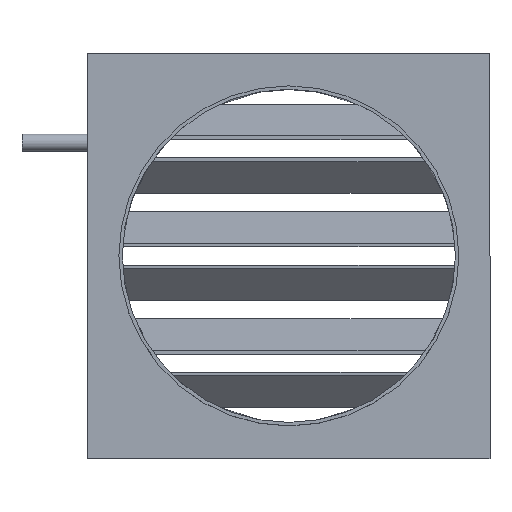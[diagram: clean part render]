
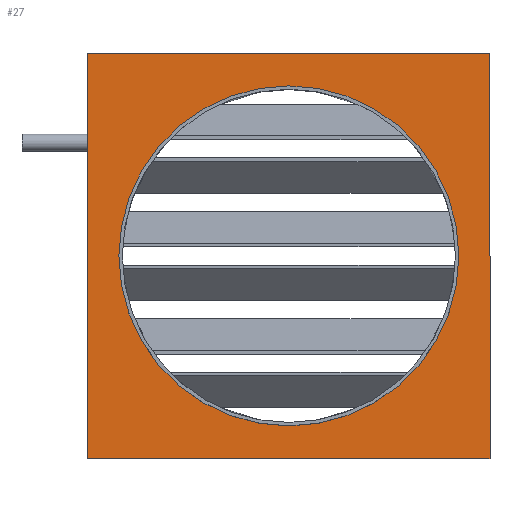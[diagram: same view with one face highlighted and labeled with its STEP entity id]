
A CAD part, top view. The second image highlights one B-rep face of the part: STEP entity #27.
In plain terms, the highlighted planar face has unit normal (0, 0, 1).
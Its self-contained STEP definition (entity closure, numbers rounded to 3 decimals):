
#5 = CARTESIAN_POINT ( 'NONE',  ( -150., 0., 34.5 ) ) ;
#27 = ADVANCED_FACE ( 'NONE', ( #205, #1328 ), #988, .T. ) ;
#31 = LINE ( 'NONE', #684, #280 ) ;
#44 = ORIENTED_EDGE ( 'NONE', *, *, #909, .T. ) ;
#139 = EDGE_CURVE ( 'NONE', #1038, #830, #1211, .T. ) ;
#146 = CARTESIAN_POINT ( 'NONE',  ( -177.5, 179., 34.5 ) ) ;
#205 = FACE_OUTER_BOUND ( 'NONE', #943, .T. ) ;
#218 = EDGE_CURVE ( 'NONE', #278, #1038, #582, .T. ) ;
#233 = ORIENTED_EDGE ( 'NONE', *, *, #218, .T. ) ;
#260 = ORIENTED_EDGE ( 'NONE', *, *, #356, .T. ) ;
#278 = VERTEX_POINT ( 'NONE', #1162 ) ;
#280 = VECTOR ( 'NONE', #679, 1000. ) ;
#292 = ORIENTED_EDGE ( 'NONE', *, *, #1375, .F. ) ;
#318 = CARTESIAN_POINT ( 'NONE',  ( -177.5, -179., 34.5 ) ) ;
#334 = EDGE_CURVE ( 'NONE', #1137, #1266, #685, .T. ) ;
#346 = EDGE_LOOP ( 'NONE', ( #974, #292 ) ) ;
#356 = EDGE_CURVE ( 'NONE', #1177, #278, #940, .T. ) ;
#384 = VECTOR ( 'NONE', #668, 1000. ) ;
#406 = CARTESIAN_POINT ( 'NONE',  ( 150., 0., 34.5 ) ) ;
#447 = CARTESIAN_POINT ( 'NONE',  ( -177.5, 179., 34.5 ) ) ;
#540 = CARTESIAN_POINT ( 'NONE',  ( 177.5, 179., 34.5 ) ) ;
#582 = LINE ( 'NONE', #1235, #822 ) ;
#630 = CARTESIAN_POINT ( 'NONE',  ( 0., 0., 34.5 ) ) ;
#645 = VECTOR ( 'NONE', #656, 1000. ) ;
#656 = DIRECTION ( 'NONE',  ( -1., 0., 0. ) ) ;
#668 = DIRECTION ( 'NONE',  ( 1., 0., 0. ) ) ;
#679 = DIRECTION ( 'NONE',  ( 0., -1., 0. ) ) ;
#684 = CARTESIAN_POINT ( 'NONE',  ( -177.5, 179., 34.5 ) ) ;
#685 = CIRCLE ( 'NONE', #901, 150. ) ;
#688 = CARTESIAN_POINT ( 'NONE',  ( -177.5, -179., 34.5 ) ) ;
#727 = ORIENTED_EDGE ( 'NONE', *, *, #139, .T. ) ;
#728 = DIRECTION ( 'NONE',  ( 1., 0., 0. ) ) ;
#769 = CARTESIAN_POINT ( 'NONE',  ( 0., 0., 34.5 ) ) ;
#777 = DIRECTION ( 'NONE',  ( 1., 0., 0. ) ) ;
#822 = VECTOR ( 'NONE', #1077, 1000. ) ;
#830 = VERTEX_POINT ( 'NONE', #447 ) ;
#841 = DIRECTION ( 'NONE',  ( 0., 0., 1. ) ) ;
#869 = DIRECTION ( 'NONE',  ( 0., 0., 1. ) ) ;
#901 = AXIS2_PLACEMENT_3D ( 'NONE', #769, #841, #777 ) ;
#909 = EDGE_CURVE ( 'NONE', #830, #1177, #31, .T. ) ;
#940 = LINE ( 'NONE', #688, #384 ) ;
#943 = EDGE_LOOP ( 'NONE', ( #44, #260, #233, #727 ) ) ;
#974 = ORIENTED_EDGE ( 'NONE', *, *, #334, .F. ) ;
#975 = CARTESIAN_POINT ( 'NONE',  ( 0., 0., 34.5 ) ) ;
#988 = PLANE ( 'NONE',  #1323 ) ;
#1038 = VERTEX_POINT ( 'NONE', #540 ) ;
#1077 = DIRECTION ( 'NONE',  ( 0., 1., 0. ) ) ;
#1090 = DIRECTION ( 'NONE',  ( 1., 0., 0. ) ) ;
#1137 = VERTEX_POINT ( 'NONE', #406 ) ;
#1162 = CARTESIAN_POINT ( 'NONE',  ( 177.5, -179., 34.5 ) ) ;
#1177 = VERTEX_POINT ( 'NONE', #318 ) ;
#1178 = AXIS2_PLACEMENT_3D ( 'NONE', #630, #1380, #728 ) ;
#1211 = LINE ( 'NONE', #146, #645 ) ;
#1235 = CARTESIAN_POINT ( 'NONE',  ( 177.5, 179., 34.5 ) ) ;
#1266 = VERTEX_POINT ( 'NONE', #5 ) ;
#1302 = CIRCLE ( 'NONE', #1178, 150. ) ;
#1323 = AXIS2_PLACEMENT_3D ( 'NONE', #975, #869, #1090 ) ;
#1328 = FACE_BOUND ( 'NONE', #346, .T. ) ;
#1375 = EDGE_CURVE ( 'NONE', #1266, #1137, #1302, .T. ) ;
#1380 = DIRECTION ( 'NONE',  ( 0., 0., 1. ) ) ;
